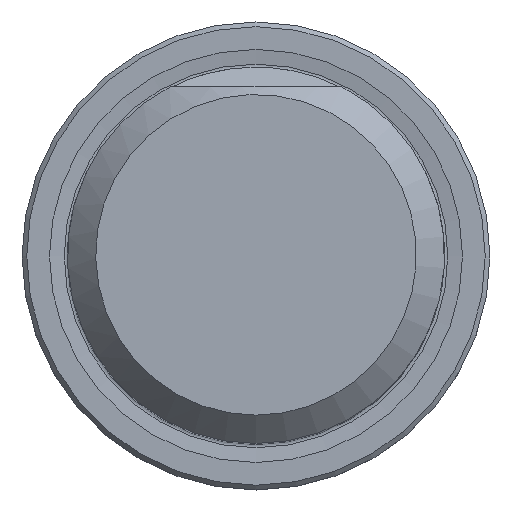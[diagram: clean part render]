
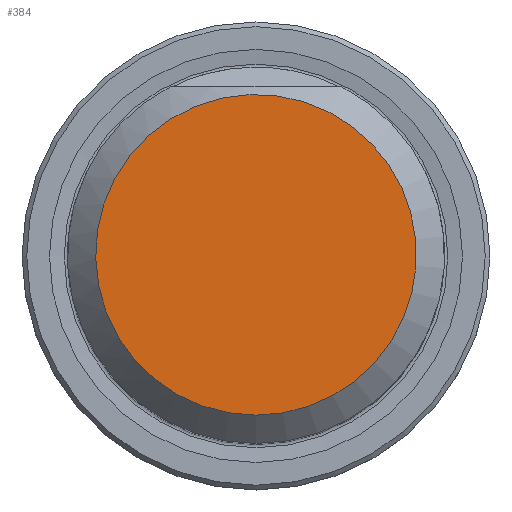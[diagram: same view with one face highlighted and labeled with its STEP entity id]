
A CAD part, top view. The second image highlights one B-rep face of the part: STEP entity #384.
In plain terms, the highlighted planar face has unit normal (0, 0, 1).
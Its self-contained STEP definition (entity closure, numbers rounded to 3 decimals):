
#262=PLANE('',#5537);
#384=ADVANCED_FACE('',(#798),#262,.T.);
#798=FACE_OUTER_BOUND('',#1078,.T.);
#1078=EDGE_LOOP('',(#2497));
#2195=CIRCLE('',#5536,16.996);
#2497=ORIENTED_EDGE('',*,*,#4624,.T.);
#4063=VERTEX_POINT('',#8278);
#4624=EDGE_CURVE('',#4063,#4063,#2195,.T.);
#5536=AXIS2_PLACEMENT_3D('',#8277,#6247,#6248);
#5537=AXIS2_PLACEMENT_3D('',#8279,#6249,#6250);
#6247=DIRECTION('',(0.,0.,1.));
#6248=DIRECTION('',(0.,-1.,0.));
#6249=DIRECTION('',(0.,0.,1.));
#6250=DIRECTION('',(0.,-1.,0.));
#8277=CARTESIAN_POINT('',(0.,0.,70.));
#8278=CARTESIAN_POINT('',(0.,-16.996,70.));
#8279=CARTESIAN_POINT('',(0.,0.,70.));
